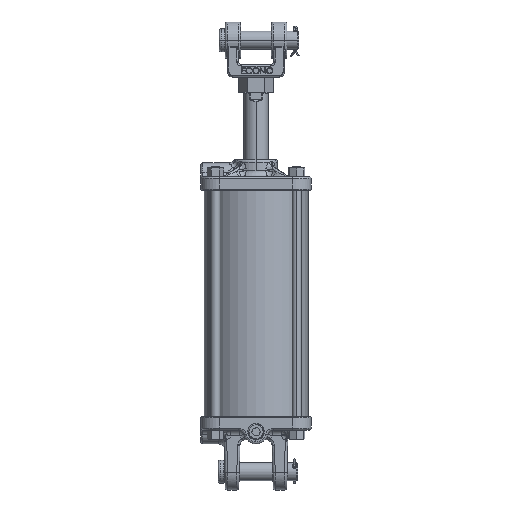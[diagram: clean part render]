
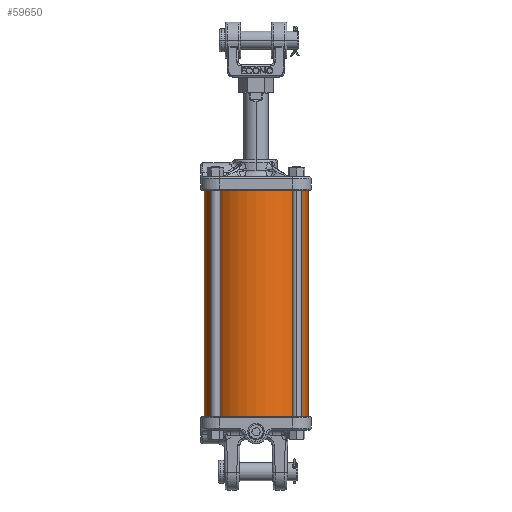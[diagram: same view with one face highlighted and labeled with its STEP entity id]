
A CAD part, left-side view. The second image highlights one B-rep face of the part: STEP entity #59650.
In plain terms, the highlighted cylindrical face has radius 53.975 mm (diameter 107.95 mm), a partial arc.
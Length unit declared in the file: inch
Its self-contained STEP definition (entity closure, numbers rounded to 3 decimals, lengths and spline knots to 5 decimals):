
#992 = ORIENTED_EDGE ( 'NONE', *, *, #20130, .F. ) ;
#1848 = ORIENTED_EDGE ( 'NONE', *, *, #36341, .T. ) ;
#2527 = DIRECTION ( 'NONE',  ( 0., 0., 1. ) ) ;
#6227 = VERTEX_POINT ( 'NONE', #12132 ) ;
#6404 = DIRECTION ( 'NONE',  ( 0., 0., -1. ) ) ;
#7622 = CARTESIAN_POINT ( 'NONE',  ( -2.125, 0., -15.51041 ) ) ;
#7944 = DIRECTION ( 'NONE',  ( 1., 0., 0. ) ) ;
#8824 = ORIENTED_EDGE ( 'NONE', *, *, #46629, .F. ) ;
#10143 = DIRECTION ( 'NONE',  ( 0., 0., 1. ) ) ;
#10479 = VECTOR ( 'NONE', #43716, 39.37008 ) ;
#12132 = CARTESIAN_POINT ( 'NONE',  ( 2.125, 0., -9.375 ) ) ;
#13115 = CIRCLE ( 'NONE', #55985, 2.125 ) ;
#19068 = CARTESIAN_POINT ( 'NONE',  ( -2.125, 0., -9.375 ) ) ;
#20093 = EDGE_CURVE ( 'NONE', #35288, #43374, #13115, .T. ) ;
#20130 = EDGE_CURVE ( 'NONE', #55154, #35288, #46269, .T. ) ;
#24206 = CARTESIAN_POINT ( 'NONE',  ( 2.125, 0., -15.51041 ) ) ;
#25847 = EDGE_LOOP ( 'NONE', ( #992, #8824, #1848, #53765 ) ) ;
#26918 = CIRCLE ( 'NONE', #52435, 2.125 ) ;
#27395 = CARTESIAN_POINT ( 'NONE',  ( 0., 0., 0. ) ) ;
#30223 = CYLINDRICAL_SURFACE ( 'NONE', #47584, 2.125 ) ;
#30533 = DIRECTION ( 'NONE',  ( 1., 0., 0. ) ) ;
#35288 = VERTEX_POINT ( 'NONE', #55991 ) ;
#36341 = EDGE_CURVE ( 'NONE', #6227, #43374, #48496, .T. ) ;
#37604 = VECTOR ( 'NONE', #2527, 39.37008 ) ;
#38886 = FACE_OUTER_BOUND ( 'NONE', #25847, .T. ) ;
#43374 = VERTEX_POINT ( 'NONE', #55121 ) ;
#43716 = DIRECTION ( 'NONE',  ( 0., 0., 1. ) ) ;
#44936 = CARTESIAN_POINT ( 'NONE',  ( 0., 0., -15.51041 ) ) ;
#46269 = LINE ( 'NONE', #7622, #37604 ) ;
#46629 = EDGE_CURVE ( 'NONE', #6227, #55154, #26918, .T. ) ;
#47584 = AXIS2_PLACEMENT_3D ( 'NONE', #44936, #10143, #30533 ) ;
#48496 = LINE ( 'NONE', #24206, #10479 ) ;
#51374 = DIRECTION ( 'NONE',  ( 0., 0., 1. ) ) ;
#52435 = AXIS2_PLACEMENT_3D ( 'NONE', #54947, #6404, #59425 ) ;
#53765 = ORIENTED_EDGE ( 'NONE', *, *, #20093, .F. ) ;
#54947 = CARTESIAN_POINT ( 'NONE',  ( 0., 0., -9.375 ) ) ;
#55121 = CARTESIAN_POINT ( 'NONE',  ( 2.125, 0., 0. ) ) ;
#55154 = VERTEX_POINT ( 'NONE', #19068 ) ;
#55985 = AXIS2_PLACEMENT_3D ( 'NONE', #27395, #51374, #7944 ) ;
#55991 = CARTESIAN_POINT ( 'NONE',  ( -2.125, 0., 0. ) ) ;
#59425 = DIRECTION ( 'NONE',  ( 1., 0., 0. ) ) ;
#59650 = ADVANCED_FACE ( 'NONE', ( #38886 ), #30223, .T. ) ;
